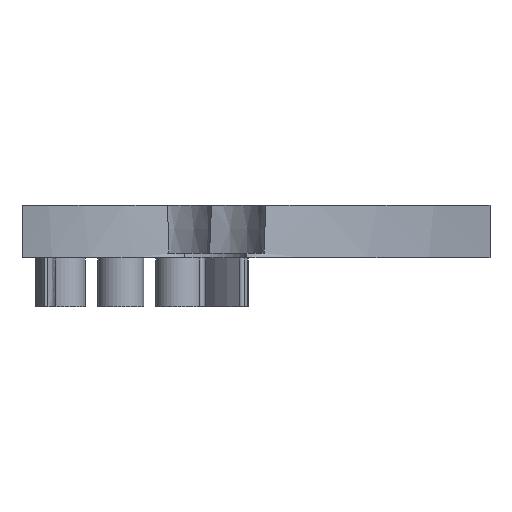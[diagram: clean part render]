
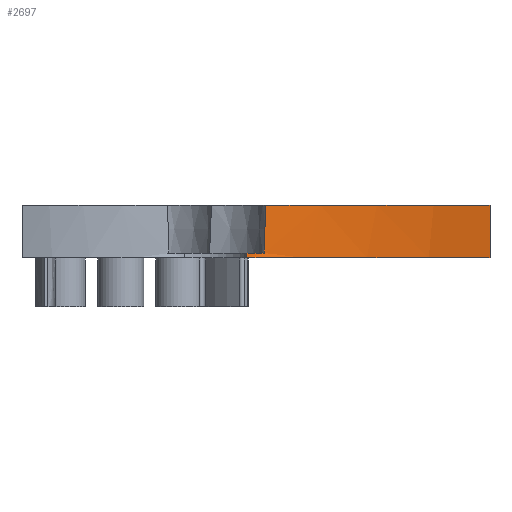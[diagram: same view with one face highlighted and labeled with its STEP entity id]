
A CAD part, left-side view. The second image highlights one B-rep face of the part: STEP entity #2697.
In plain terms, the highlighted cylindrical face has radius 64 mm (diameter 128 mm), a partial arc.
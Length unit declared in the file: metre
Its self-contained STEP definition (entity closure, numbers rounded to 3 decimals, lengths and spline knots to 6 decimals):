
#84=B_SPLINE_CURVE_WITH_KNOTS('',3,(#4371,#4372,#4373,#4374),
 .UNSPECIFIED.,.F.,.F.,(4,4),(0.02035,0.027653),
 .UNSPECIFIED.);
#267=LINE('',#4366,#475);
#268=LINE('',#4367,#476);
#475=VECTOR('',#3356,1.);
#476=VECTOR('',#3357,1.);
#818=ORIENTED_EDGE('',*,*,#1575,.T.);
#819=ORIENTED_EDGE('',*,*,#1638,.T.);
#820=ORIENTED_EDGE('',*,*,#1488,.F.);
#821=ORIENTED_EDGE('',*,*,#1639,.T.);
#822=ORIENTED_EDGE('',*,*,#1640,.F.);
#823=ORIENTED_EDGE('',*,*,#1641,.T.);
#1488=EDGE_CURVE('',#1912,#1913,#2191,.T.);
#1575=EDGE_CURVE('',#1998,#1996,#2237,.T.);
#1638=EDGE_CURVE('',#1996,#1913,#267,.F.);
#1639=EDGE_CURVE('',#1912,#2047,#268,.T.);
#1640=EDGE_CURVE('',#2048,#2047,#2270,.T.);
#1641=EDGE_CURVE('',#2048,#1998,#84,.T.);
#1912=VERTEX_POINT('',#3853);
#1913=VERTEX_POINT('',#3855);
#1996=VERTEX_POINT('',#4190);
#1998=VERTEX_POINT('',#4193);
#2047=VERTEX_POINT('',#4368);
#2048=VERTEX_POINT('',#4370);
#2191=CIRCLE('',#2839,0.064);
#2237=CIRCLE('',#2891,0.064);
#2270=CIRCLE('',#2941,0.064);
#2348=EDGE_LOOP('',(#818,#819,#820,#821,#822,#823));
#2510=FACE_BOUND('',#2348,.T.);
#2650=CYLINDRICAL_SURFACE('',#2940,0.064);
#2697=ADVANCED_FACE('',(#2510),#2650,.F.);
#2839=AXIS2_PLACEMENT_3D('',#3854,#3103,#3104);
#2891=AXIS2_PLACEMENT_3D('',#4192,#3230,#3231);
#2940=AXIS2_PLACEMENT_3D('',#4365,#3354,#3355);
#2941=AXIS2_PLACEMENT_3D('',#4369,#3358,#3359);
#3103=DIRECTION('',(0.,0.,1.));
#3104=DIRECTION('',(1.,0.,0.));
#3230=DIRECTION('',(0.,0.,1.));
#3231=DIRECTION('',(1.,0.,0.));
#3354=DIRECTION('',(0.,0.,1.));
#3355=DIRECTION('',(1.,0.,0.));
#3356=DIRECTION('',(0.,0.,1.));
#3357=DIRECTION('',(0.,0.,1.));
#3358=DIRECTION('',(0.,0.,-1.));
#3359=DIRECTION('',(-1.,0.,0.));
#3853=CARTESIAN_POINT('',(0.062614,-0.013248,0.01045));
#3854=CARTESIAN_POINT('',(0.,0.,0.01045));
#3855=CARTESIAN_POINT('',(0.059406,0.023811,0.01045));
#4190=CARTESIAN_POINT('',(0.059406,0.023811,0.0112));
#4192=CARTESIAN_POINT('',(0.,0.,0.0112));
#4193=CARTESIAN_POINT('',(0.060401,0.02116,0.0112));
#4365=CARTESIAN_POINT('',(0.,0.,0.01045));
#4366=CARTESIAN_POINT('',(0.059406,0.023811,-0.097348));
#4367=CARTESIAN_POINT('',(0.062614,-0.013248,-0.205088));
#4368=CARTESIAN_POINT('',(0.062614,-0.013248,0.0185));
#4369=CARTESIAN_POINT('',(0.,0.,0.0185));
#4370=CARTESIAN_POINT('',(0.060473,0.020952,0.0185));
#4371=CARTESIAN_POINT('',(0.060473,0.020952,0.0185));
#4372=CARTESIAN_POINT('',(0.060449,0.021021,0.016067));
#4373=CARTESIAN_POINT('',(0.060425,0.021091,0.013633));
#4374=CARTESIAN_POINT('',(0.060401,0.02116,0.0112));
